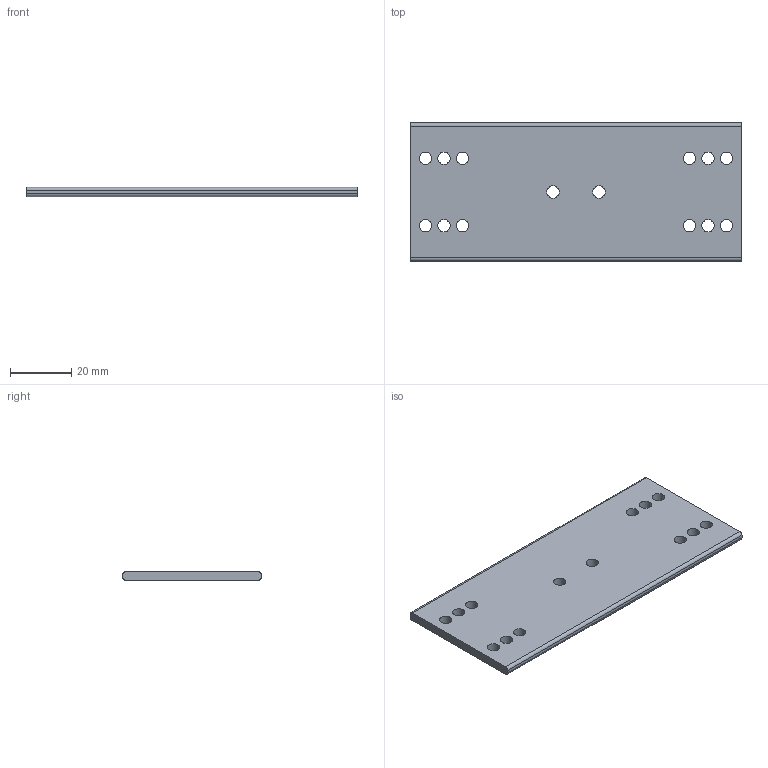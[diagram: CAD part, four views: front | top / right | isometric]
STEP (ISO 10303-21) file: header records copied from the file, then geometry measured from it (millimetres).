
FILE_DESCRIPTION(/* description */ (''),/* implementation_level */ '2;1');
FILE_NAME(/* name */ 'Attachment_top_short_new v3.step',/* time_stamp */ '2024-06-21T10:53:30+02:00',/* author */ (''),/* organization */ (''),/* preprocessor_version */ 'ST-DEVELOPER v20',/* originating_system */ 'Autodesk Translation Framework v13.14.0.145',/* authorisation */ '');
FILE_SCHEMA (('AUTOMOTIVE_DESIGN { 1 0 10303 214 3 1 1 }'));
Length unit declared in the file: millimetre
Products named in the file (1): Attachment_top_short_new
Bounding box: 108 x 45 x 3 mm (x, y, z)
Volume: 13959.5 mm3; surface area: 10626.8 mm2
Topology: 1 solids, 1 shells, 24 faces, 66 edges, 44 vertices
Faces by surface type: cylinder 18, plane 6
Full cylindrical faces by diameter (mm): 4 x14
Entity records: 875 total; most frequent: DIRECTION 152, CARTESIAN_POINT 135, ORIENTED_EDGE 132, EDGE_CURVE 66, AXIS2_PLACEMENT_3D 61, EDGE_LOOP 52, VERTEX_POINT 44, CIRCLE 36
